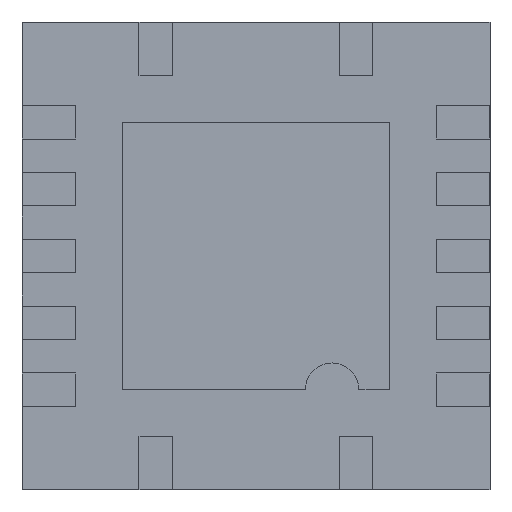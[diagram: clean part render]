
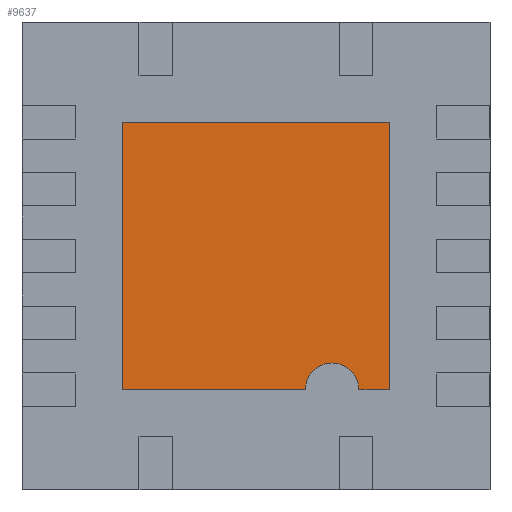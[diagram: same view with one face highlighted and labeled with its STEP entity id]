
A CAD part, left-side view. The second image highlights one B-rep face of the part: STEP entity #9637.
In plain terms, the highlighted face is planar.
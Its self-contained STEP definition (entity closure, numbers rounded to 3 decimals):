
#145=CIRCLE('',#12156,0.2);
#2244=ORIENTED_EDGE('',*,*,#4063,.F.);
#2245=ORIENTED_EDGE('',*,*,#4077,.F.);
#2246=ORIENTED_EDGE('',*,*,#4075,.F.);
#2247=ORIENTED_EDGE('',*,*,#4072,.F.);
#2248=ORIENTED_EDGE('',*,*,#4069,.F.);
#2249=ORIENTED_EDGE('',*,*,#4066,.F.);
#4063=EDGE_CURVE('',#5139,#5136,#6277,.T.);
#4066=EDGE_CURVE('',#5136,#5140,#6280,.T.);
#4069=EDGE_CURVE('',#5140,#5142,#6283,.T.);
#4072=EDGE_CURVE('',#5142,#5144,#6286,.T.);
#4075=EDGE_CURVE('',#5144,#5146,#6289,.T.);
#4077=EDGE_CURVE('',#5146,#5139,#145,.T.);
#5136=VERTEX_POINT('',#16899);
#5139=VERTEX_POINT('',#16904);
#5140=VERTEX_POINT('',#16908);
#5142=VERTEX_POINT('',#16914);
#5144=VERTEX_POINT('',#16920);
#5146=VERTEX_POINT('',#16926);
#6277=LINE('',#16905,#7497);
#6280=LINE('',#16911,#7500);
#6283=LINE('',#16917,#7503);
#6286=LINE('',#16923,#7506);
#6289=LINE('',#16929,#7509);
#7497=VECTOR('',#14132,1000.);
#7500=VECTOR('',#14137,1000.);
#7503=VECTOR('',#14142,1000.);
#7506=VECTOR('',#14147,1000.);
#7509=VECTOR('',#14152,1000.);
#8218=EDGE_LOOP('',(#2244,#2245,#2246,#2247,#2248,#2249));
#8728=FACE_BOUND('',#8218,.T.);
#9170=PLANE('',#12157);
#9637=ADVANCED_FACE('',(#8728),#9170,.T.);
#12156=AXIS2_PLACEMENT_3D('',#16932,#14157,#14158);
#12157=AXIS2_PLACEMENT_3D('',#16933,#14159,#14160);
#14132=DIRECTION('',(0.,0.,-1.));
#14137=DIRECTION('',(0.,-1.,0.));
#14142=DIRECTION('',(0.,0.,1.));
#14147=DIRECTION('',(0.,1.,0.));
#14152=DIRECTION('',(0.,0.,-1.));
#14157=DIRECTION('',(1.,0.,0.));
#14158=DIRECTION('',(0.,1.,0.));
#14159=DIRECTION('',(1.,0.,0.));
#14160=DIRECTION('',(0.,0.,-1.));
#16899=CARTESIAN_POINT('',(0.152,1.,-1.));
#16904=CARTESIAN_POINT('',(0.152,1.,0.369));
#16905=CARTESIAN_POINT('',(0.152,1.,0.369));
#16908=CARTESIAN_POINT('',(0.152,-1.,-1.));
#16911=CARTESIAN_POINT('',(0.152,1.,-1.));
#16914=CARTESIAN_POINT('',(0.152,-1.,1.));
#16917=CARTESIAN_POINT('',(0.152,-1.,-1.));
#16920=CARTESIAN_POINT('',(0.152,1.,1.));
#16923=CARTESIAN_POINT('',(0.152,-1.,1.));
#16926=CARTESIAN_POINT('',(0.152,1.,0.769));
#16929=CARTESIAN_POINT('',(0.152,1.,1.));
#16932=CARTESIAN_POINT('',(0.152,1.,0.569));
#16933=CARTESIAN_POINT('',(0.152,1.,0.569));
